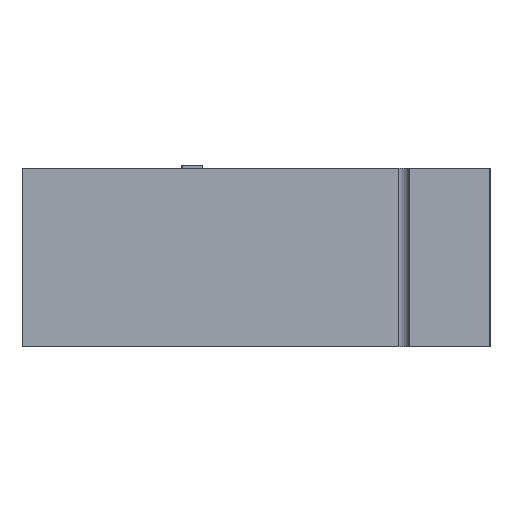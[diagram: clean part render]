
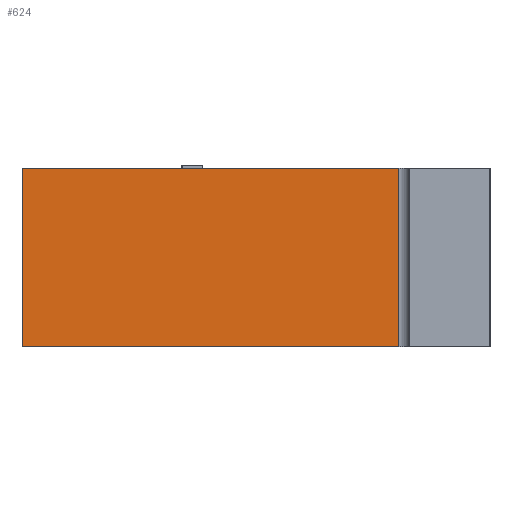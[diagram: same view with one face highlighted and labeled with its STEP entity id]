
A CAD part, left-side view. The second image highlights one B-rep face of the part: STEP entity #624.
In plain terms, the highlighted planar face has unit normal (-1, 0, 0).
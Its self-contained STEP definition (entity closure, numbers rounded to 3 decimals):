
#136=DIRECTION('',(0.,1.,0.));
#137=VECTOR('',#136,35.5);
#138=CARTESIAN_POINT('',(61.5,8.6,-18.6));
#139=LINE('',#138,#137);
#140=DIRECTION('',(0.,0.,1.));
#141=VECTOR('',#140,16.8);
#142=CARTESIAN_POINT('',(61.5,44.1,-18.6));
#143=LINE('',#142,#141);
#144=DIRECTION('',(0.,-1.,0.));
#145=VECTOR('',#144,35.5);
#146=CARTESIAN_POINT('',(61.5,44.1,-1.8));
#147=LINE('',#146,#145);
#148=DIRECTION('',(0.,0.,-1.));
#149=VECTOR('',#148,16.8);
#150=CARTESIAN_POINT('',(61.5,8.6,-1.8));
#151=LINE('',#150,#149);
#303=CARTESIAN_POINT('',(61.5,8.6,-18.6));
#305=VERTEX_POINT('',#303);
#346=CARTESIAN_POINT('',(61.5,44.1,-1.8));
#347=VERTEX_POINT('',#346);
#348=CARTESIAN_POINT('',(61.5,8.6,-1.8));
#349=VERTEX_POINT('',#348);
#354=CARTESIAN_POINT('',(61.5,44.1,-18.6));
#355=VERTEX_POINT('',#354);
#611=CARTESIAN_POINT('',(61.5,8.6,-3.6));
#612=DIRECTION('',(1.,0.,0.));
#613=DIRECTION('',(0.,1.,0.));
#614=AXIS2_PLACEMENT_3D('',#611,#612,#613);
#615=PLANE('',#614);
#616=ORIENTED_EDGE('',*,*,#413,.T.);
#618=ORIENTED_EDGE('',*,*,#617,.T.);
#620=ORIENTED_EDGE('',*,*,#619,.T.);
#621=ORIENTED_EDGE('',*,*,#602,.T.);
#622=EDGE_LOOP('',(#616,#618,#620,#621));
#623=FACE_OUTER_BOUND('',#622,.F.);
#624=ADVANCED_FACE('',(#623),#615,.F.);
#413=EDGE_CURVE('',#305,#355,#139,.T.);
#602=EDGE_CURVE('',#349,#305,#151,.T.);
#617=EDGE_CURVE('',#355,#347,#143,.T.);
#619=EDGE_CURVE('',#347,#349,#147,.T.);
